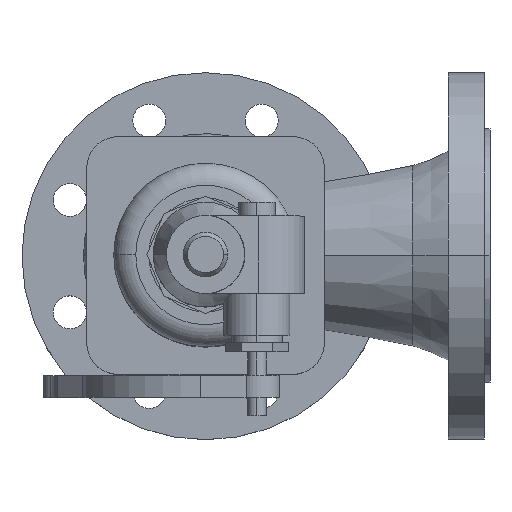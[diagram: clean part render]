
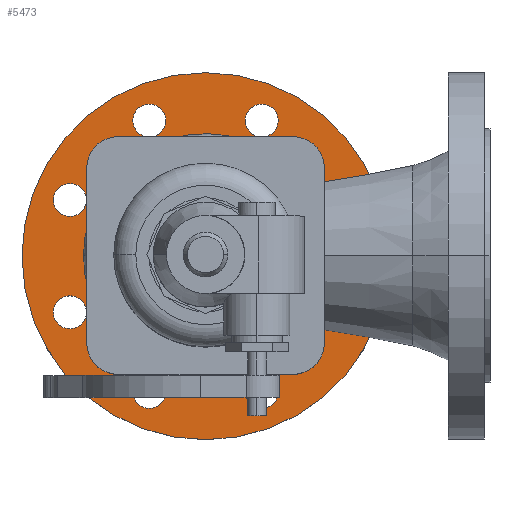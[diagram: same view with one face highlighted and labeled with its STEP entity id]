
A CAD part, top view. The second image highlights one B-rep face of the part: STEP entity #5473.
In plain terms, the highlighted planar face has unit normal (0, 0, 1).
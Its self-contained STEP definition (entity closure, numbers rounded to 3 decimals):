
#1816=CARTESIAN_POINT('',(-100.,0.,22.8));
#1817=VERTEX_POINT('',#1816);
#1824=CARTESIAN_POINT('',(100.,-0.,22.8));
#1825=VERTEX_POINT('',#1824);
#1826=CARTESIAN_POINT('',(0.,-0.,22.8));
#1827=DIRECTION('',(-0.,0.,-1.));
#1828=DIRECTION('',(-1.,0.,0.));
#1829=AXIS2_PLACEMENT_3D('',#1826,#1827,#1828);
#1830=CIRCLE('',#1829,100.);
#1831=EDGE_CURVE('',#1817,#1825,#1830,.T.);
#1858=CARTESIAN_POINT('',(57.,0.,22.8));
#1859=VERTEX_POINT('',#1858);
#1866=CARTESIAN_POINT('',(-57.,-0.,22.8));
#1867=VERTEX_POINT('',#1866);
#1868=CARTESIAN_POINT('',(0.,-0.,22.8));
#1869=DIRECTION('',(0.,0.,-1.));
#1870=DIRECTION('',(-1.,0.,0.));
#1871=AXIS2_PLACEMENT_3D('',#1868,#1869,#1870);
#1872=CIRCLE('',#1871,57.);
#1873=EDGE_CURVE('',#1867,#1859,#1872,.T.);
#3908=CARTESIAN_POINT('',(82.91,30.615,22.8));
#3909=VERTEX_POINT('',#3908);
#3910=CARTESIAN_POINT('',(64.91,30.615,22.8));
#3911=VERTEX_POINT('',#3910);
#3912=CARTESIAN_POINT('',(73.91,30.615,22.8));
#3913=DIRECTION('',(0.,0.,-1.));
#3914=DIRECTION('',(1.,0.,0.));
#3915=AXIS2_PLACEMENT_3D('',#3912,#3913,#3914);
#3916=CIRCLE('',#3915,9.);
#3917=EDGE_CURVE('',#3909,#3911,#3916,.T.);
#3940=CARTESIAN_POINT('',(82.91,-30.615,22.8));
#3941=VERTEX_POINT('',#3940);
#3942=CARTESIAN_POINT('',(64.91,-30.615,22.8));
#3943=VERTEX_POINT('',#3942);
#3944=CARTESIAN_POINT('',(73.91,-30.615,22.8));
#3945=DIRECTION('',(0.,0.,-1.));
#3946=DIRECTION('',(1.,0.,0.));
#3947=AXIS2_PLACEMENT_3D('',#3944,#3945,#3946);
#3948=CIRCLE('',#3947,9.);
#3949=EDGE_CURVE('',#3941,#3943,#3948,.T.);
#3973=CARTESIAN_POINT('',(21.615,-73.91,22.8));
#3974=VERTEX_POINT('',#3973);
#3981=CARTESIAN_POINT('',(39.615,-73.91,22.8));
#3982=VERTEX_POINT('',#3981);
#3983=CARTESIAN_POINT('',(30.615,-73.91,22.8));
#3984=DIRECTION('',(0.,0.,-1.));
#3985=DIRECTION('',(1.,0.,0.));
#3986=AXIS2_PLACEMENT_3D('',#3983,#3984,#3985);
#3987=CIRCLE('',#3986,9.);
#3988=EDGE_CURVE('',#3982,#3974,#3987,.T.);
#4004=CARTESIAN_POINT('',(-21.615,-73.91,22.8));
#4005=VERTEX_POINT('',#4004);
#4006=CARTESIAN_POINT('',(-39.615,-73.91,22.8));
#4007=VERTEX_POINT('',#4006);
#4008=CARTESIAN_POINT('',(-30.615,-73.91,22.8));
#4009=DIRECTION('',(0.,0.,-1.));
#4010=DIRECTION('',(1.,0.,0.));
#4011=AXIS2_PLACEMENT_3D('',#4008,#4009,#4010);
#4012=CIRCLE('',#4011,9.);
#4013=EDGE_CURVE('',#4005,#4007,#4012,.T.);
#4036=CARTESIAN_POINT('',(-82.91,-30.615,22.8));
#4037=VERTEX_POINT('',#4036);
#4038=CARTESIAN_POINT('',(-64.91,-30.615,22.8));
#4039=VERTEX_POINT('',#4038);
#4040=CARTESIAN_POINT('',(-73.91,-30.615,22.8));
#4041=DIRECTION('',(0.,0.,-1.));
#4042=DIRECTION('',(1.,0.,0.));
#4043=AXIS2_PLACEMENT_3D('',#4040,#4041,#4042);
#4044=CIRCLE('',#4043,9.);
#4045=EDGE_CURVE('',#4037,#4039,#4044,.T.);
#4068=CARTESIAN_POINT('',(-82.91,30.615,22.8));
#4069=VERTEX_POINT('',#4068);
#4070=CARTESIAN_POINT('',(-64.91,30.615,22.8));
#4071=VERTEX_POINT('',#4070);
#4072=CARTESIAN_POINT('',(-73.91,30.615,22.8));
#4073=DIRECTION('',(0.,0.,-1.));
#4074=DIRECTION('',(1.,0.,0.));
#4075=AXIS2_PLACEMENT_3D('',#4072,#4073,#4074);
#4076=CIRCLE('',#4075,9.);
#4077=EDGE_CURVE('',#4069,#4071,#4076,.T.);
#4101=CARTESIAN_POINT('',(-39.615,73.91,22.8));
#4102=VERTEX_POINT('',#4101);
#4109=CARTESIAN_POINT('',(-21.615,73.91,22.8));
#4110=VERTEX_POINT('',#4109);
#4111=CARTESIAN_POINT('',(-30.615,73.91,22.8));
#4112=DIRECTION('',(0.,0.,-1.));
#4113=DIRECTION('',(1.,0.,0.));
#4114=AXIS2_PLACEMENT_3D('',#4111,#4112,#4113);
#4115=CIRCLE('',#4114,9.);
#4116=EDGE_CURVE('',#4110,#4102,#4115,.T.);
#4132=CARTESIAN_POINT('',(39.615,73.91,22.8));
#4133=VERTEX_POINT('',#4132);
#4134=CARTESIAN_POINT('',(21.615,73.91,22.8));
#4135=VERTEX_POINT('',#4134);
#4136=CARTESIAN_POINT('',(30.615,73.91,22.8));
#4137=DIRECTION('',(0.,0.,-1.));
#4138=DIRECTION('',(1.,0.,0.));
#4139=AXIS2_PLACEMENT_3D('',#4136,#4137,#4138);
#4140=CIRCLE('',#4139,9.);
#4141=EDGE_CURVE('',#4133,#4135,#4140,.T.);
#5368=CARTESIAN_POINT('',(-78.5,0.,22.8));
#5369=DIRECTION('',(0.,-0.,1.));
#5370=DIRECTION('',(1.,-0.,-0.));
#5371=AXIS2_PLACEMENT_3D('',#5368,#5369,#5370);
#5372=PLANE('',#5371);
#5373=ORIENTED_EDGE('',*,*,#4141,.T.);
#5374=CARTESIAN_POINT('',(30.615,73.91,22.8));
#5375=DIRECTION('',(0.,0.,-1.));
#5376=DIRECTION('',(1.,0.,0.));
#5377=AXIS2_PLACEMENT_3D('',#5374,#5375,#5376);
#5378=CIRCLE('',#5377,9.);
#5379=EDGE_CURVE('',#4135,#4133,#5378,.T.);
#5380=ORIENTED_EDGE('',*,*,#5379,.T.);
#5381=EDGE_LOOP('',(#5373,#5380));
#5382=FACE_BOUND('',#5381,.T.);
#5383=CARTESIAN_POINT('',(-30.615,73.91,22.8));
#5384=DIRECTION('',(0.,0.,-1.));
#5385=DIRECTION('',(1.,0.,0.));
#5386=AXIS2_PLACEMENT_3D('',#5383,#5384,#5385);
#5387=CIRCLE('',#5386,9.);
#5388=EDGE_CURVE('',#4102,#4110,#5387,.T.);
#5389=ORIENTED_EDGE('',*,*,#5388,.T.);
#5390=ORIENTED_EDGE('',*,*,#4116,.T.);
#5391=EDGE_LOOP('',(#5389,#5390));
#5392=FACE_BOUND('',#5391,.T.);
#5393=ORIENTED_EDGE('',*,*,#4077,.T.);
#5394=CARTESIAN_POINT('',(-73.91,30.615,22.8));
#5395=DIRECTION('',(0.,0.,-1.));
#5396=DIRECTION('',(1.,0.,0.));
#5397=AXIS2_PLACEMENT_3D('',#5394,#5395,#5396);
#5398=CIRCLE('',#5397,9.);
#5399=EDGE_CURVE('',#4071,#4069,#5398,.T.);
#5400=ORIENTED_EDGE('',*,*,#5399,.T.);
#5401=EDGE_LOOP('',(#5393,#5400));
#5402=FACE_BOUND('',#5401,.T.);
#5403=ORIENTED_EDGE('',*,*,#4045,.T.);
#5404=CARTESIAN_POINT('',(-73.91,-30.615,22.8));
#5405=DIRECTION('',(0.,0.,-1.));
#5406=DIRECTION('',(1.,0.,0.));
#5407=AXIS2_PLACEMENT_3D('',#5404,#5405,#5406);
#5408=CIRCLE('',#5407,9.);
#5409=EDGE_CURVE('',#4039,#4037,#5408,.T.);
#5410=ORIENTED_EDGE('',*,*,#5409,.T.);
#5411=EDGE_LOOP('',(#5403,#5410));
#5412=FACE_BOUND('',#5411,.T.);
#5413=ORIENTED_EDGE('',*,*,#4013,.T.);
#5414=CARTESIAN_POINT('',(-30.615,-73.91,22.8));
#5415=DIRECTION('',(0.,0.,-1.));
#5416=DIRECTION('',(1.,0.,0.));
#5417=AXIS2_PLACEMENT_3D('',#5414,#5415,#5416);
#5418=CIRCLE('',#5417,9.);
#5419=EDGE_CURVE('',#4007,#4005,#5418,.T.);
#5420=ORIENTED_EDGE('',*,*,#5419,.T.);
#5421=EDGE_LOOP('',(#5413,#5420));
#5422=FACE_BOUND('',#5421,.T.);
#5423=CARTESIAN_POINT('',(30.615,-73.91,22.8));
#5424=DIRECTION('',(0.,0.,-1.));
#5425=DIRECTION('',(1.,0.,0.));
#5426=AXIS2_PLACEMENT_3D('',#5423,#5424,#5425);
#5427=CIRCLE('',#5426,9.);
#5428=EDGE_CURVE('',#3974,#3982,#5427,.T.);
#5429=ORIENTED_EDGE('',*,*,#5428,.T.);
#5430=ORIENTED_EDGE('',*,*,#3988,.T.);
#5431=EDGE_LOOP('',(#5429,#5430));
#5432=FACE_BOUND('',#5431,.T.);
#5433=ORIENTED_EDGE('',*,*,#3949,.T.);
#5434=CARTESIAN_POINT('',(73.91,-30.615,22.8));
#5435=DIRECTION('',(0.,0.,-1.));
#5436=DIRECTION('',(1.,0.,0.));
#5437=AXIS2_PLACEMENT_3D('',#5434,#5435,#5436);
#5438=CIRCLE('',#5437,9.);
#5439=EDGE_CURVE('',#3943,#3941,#5438,.T.);
#5440=ORIENTED_EDGE('',*,*,#5439,.T.);
#5441=EDGE_LOOP('',(#5433,#5440));
#5442=FACE_BOUND('',#5441,.T.);
#5443=ORIENTED_EDGE('',*,*,#3917,.T.);
#5444=CARTESIAN_POINT('',(73.91,30.615,22.8));
#5445=DIRECTION('',(0.,0.,-1.));
#5446=DIRECTION('',(1.,0.,0.));
#5447=AXIS2_PLACEMENT_3D('',#5444,#5445,#5446);
#5448=CIRCLE('',#5447,9.);
#5449=EDGE_CURVE('',#3911,#3909,#5448,.T.);
#5450=ORIENTED_EDGE('',*,*,#5449,.T.);
#5451=EDGE_LOOP('',(#5443,#5450));
#5452=FACE_BOUND('',#5451,.T.);
#5453=CARTESIAN_POINT('',(0.,-0.,22.8));
#5454=DIRECTION('',(0.,0.,-1.));
#5455=DIRECTION('',(-1.,0.,0.));
#5456=AXIS2_PLACEMENT_3D('',#5453,#5454,#5455);
#5457=CIRCLE('',#5456,57.);
#5458=EDGE_CURVE('',#1859,#1867,#5457,.T.);
#5459=ORIENTED_EDGE('',*,*,#5458,.T.);
#5460=ORIENTED_EDGE('',*,*,#1873,.T.);
#5461=EDGE_LOOP('',(#5459,#5460));
#5462=FACE_BOUND('',#5461,.T.);
#5463=CARTESIAN_POINT('',(0.,-0.,22.8));
#5464=DIRECTION('',(-0.,0.,-1.));
#5465=DIRECTION('',(-1.,0.,0.));
#5466=AXIS2_PLACEMENT_3D('',#5463,#5464,#5465);
#5467=CIRCLE('',#5466,100.);
#5468=EDGE_CURVE('',#1825,#1817,#5467,.T.);
#5469=ORIENTED_EDGE('',*,*,#5468,.F.);
#5470=ORIENTED_EDGE('',*,*,#1831,.F.);
#5471=EDGE_LOOP('',(#5469,#5470));
#5472=FACE_BOUND('',#5471,.T.);
#5473=ADVANCED_FACE('',(#5382,#5392,#5402,#5412,#5422,#5432,#5442,#5452,#5462,#5472),#5372,.T.);
